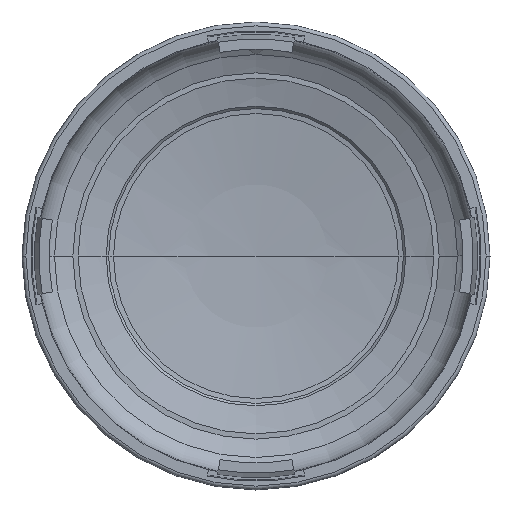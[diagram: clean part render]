
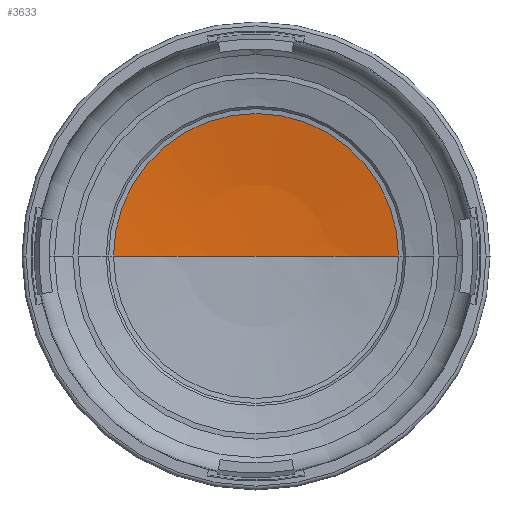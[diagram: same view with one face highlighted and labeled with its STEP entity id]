
A CAD part, front view. The second image highlights one B-rep face of the part: STEP entity #3633.
In plain terms, the highlighted spherical face has radius 50.101 mm.
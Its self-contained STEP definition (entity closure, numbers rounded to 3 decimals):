
#1069=CARTESIAN_POINT('',(0.,-15.001,0.));
#1070=DIRECTION('',(0.,0.,-1.));
#1071=DIRECTION('',(-0.152,0.988,0.));
#1072=AXIS2_PLACEMENT_3D('',#1069,#1070,#1071);
#1077=CARTESIAN_POINT('',(0.,34.519,0.));
#1078=DIRECTION('',(0.,1.,0.));
#1079=DIRECTION('',(-1.,0.,0.));
#1080=AXIS2_PLACEMENT_3D('',#1077,#1078,#1079);
#1085=CARTESIAN_POINT('',(0.,-15.001,0.));
#1086=DIRECTION('',(0.,0.,1.));
#1087=DIRECTION('',(0.152,0.988,0.));
#1088=AXIS2_PLACEMENT_3D('',#1085,#1086,#1087);
#2601=CARTESIAN_POINT('',(-7.611,34.519,0.));
#2602=VERTEX_POINT('',#2601);
#2603=CARTESIAN_POINT('',(0.,35.1,0.));
#2604=VERTEX_POINT('',#2603);
#2605=CARTESIAN_POINT('',(7.611,34.519,0.));
#2606=VERTEX_POINT('',#2605);
#3621=CARTESIAN_POINT('',(0.,-15.001,0.));
#3622=DIRECTION('',(0.,-1.,0.));
#3623=DIRECTION('',(-1.,0.,0.));
#3624=AXIS2_PLACEMENT_3D('',#3621,#3622,#3623);
#3625=SPHERICAL_SURFACE('',#3624,50.101);
#3627=ORIENTED_EDGE('',*,*,#3626,.F.);
#3628=ORIENTED_EDGE('',*,*,#3616,.T.);
#3630=ORIENTED_EDGE('',*,*,#3629,.T.);
#3631=EDGE_LOOP('',(#3627,#3628,#3630));
#3632=FACE_OUTER_BOUND('',#3631,.F.);
#3633=ADVANCED_FACE('',(#3632),#3625,.F.);
#1073=CIRCLE('',#1072,50.101);
#1081=CIRCLE('',#1080,7.611);
#1089=CIRCLE('',#1088,50.101);
#3616=EDGE_CURVE('',#2602,#2606,#1081,.T.);
#3626=EDGE_CURVE('',#2602,#2604,#1073,.T.);
#3629=EDGE_CURVE('',#2606,#2604,#1089,.T.);
